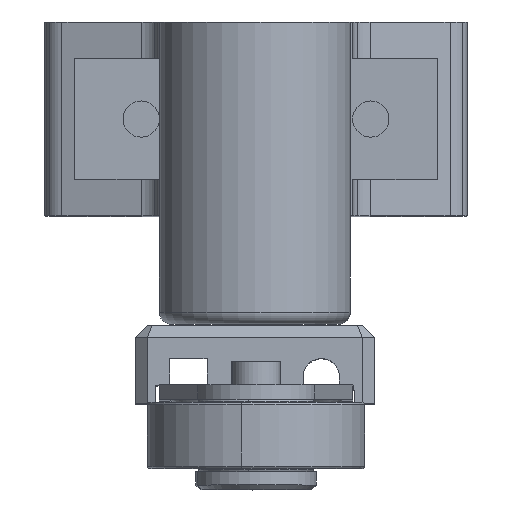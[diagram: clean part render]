
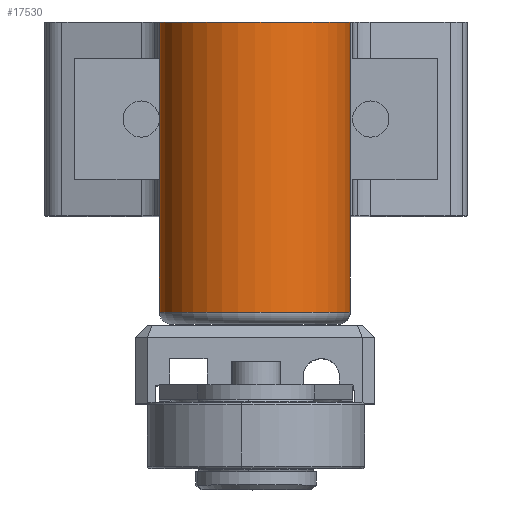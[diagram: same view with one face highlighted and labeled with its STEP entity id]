
A CAD part, top view. The second image highlights one B-rep face of the part: STEP entity #17530.
In plain terms, the highlighted cylindrical face has radius 7.9 mm (diameter 15.8 mm), a partial arc.
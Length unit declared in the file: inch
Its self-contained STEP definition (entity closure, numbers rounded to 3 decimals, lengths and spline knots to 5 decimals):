
#383 = ORIENTED_EDGE ( 'NONE', *, *, #18083, .F. ) ;
#785 = CARTESIAN_POINT ( 'NONE',  ( 0.30709, -0.94488, 0.70866 ) ) ;
#1995 = VERTEX_POINT ( 'NONE', #18015 ) ;
#2147 = CARTESIAN_POINT ( 'NONE',  ( -0.31496, 0., 0.70866 ) ) ;
#2428 = EDGE_CURVE ( 'NONE', #12389, #10058, #3530, .T. ) ;
#2510 = CARTESIAN_POINT ( 'NONE',  ( -0.31496, -0.62992, 0.70866 ) ) ;
#2755 = VECTOR ( 'NONE', #15324, 39.37008 ) ;
#3506 = CARTESIAN_POINT ( 'NONE',  ( -0.31496, 0., 0.70866 ) ) ;
#3530 = LINE ( 'NONE', #3506, #12718 ) ;
#3617 = DIRECTION ( 'NONE',  ( 0., -1., 0. ) ) ;
#4081 = FACE_OUTER_BOUND ( 'NONE', #7840, .T. ) ;
#4675 = DIRECTION ( 'NONE',  ( 0., -1., 0. ) ) ;
#4803 = EDGE_CURVE ( 'NONE', #10207, #19606, #12763, .T. ) ;
#5031 = EDGE_CURVE ( 'NONE', #10058, #1995, #20437, .T. ) ;
#5314 = DIRECTION ( 'NONE',  ( 0., -1., 0. ) ) ;
#5872 = CARTESIAN_POINT ( 'NONE',  ( -0.00394, 0., 0.70866 ) ) ;
#6031 = ORIENTED_EDGE ( 'NONE', *, *, #15696, .F. ) ;
#6813 = DIRECTION ( 'NONE',  ( -1., 0., 0. ) ) ;
#7798 = CIRCLE ( 'NONE', #11171, 0.31102 ) ;
#7840 = EDGE_LOOP ( 'NONE', ( #8563, #8080, #383, #15202, #13895, #6031 ) ) ;
#8080 = ORIENTED_EDGE ( 'NONE', *, *, #19477, .F. ) ;
#8390 = DIRECTION ( 'NONE',  ( 0., -1., 0. ) ) ;
#8563 = ORIENTED_EDGE ( 'NONE', *, *, #4803, .F. ) ;
#8670 = DIRECTION ( 'NONE',  ( 0., -1., 0. ) ) ;
#8681 = CIRCLE ( 'NONE', #14910, 0.31102 ) ;
#8697 = VECTOR ( 'NONE', #4675, 39.37008 ) ;
#8793 = DIRECTION ( 'NONE',  ( -1., 0., 0. ) ) ;
#8895 = DIRECTION ( 'NONE',  ( -1., 0., 0. ) ) ;
#9947 = CARTESIAN_POINT ( 'NONE',  ( -0.00394, -0.94488, 0.70866 ) ) ;
#10058 = VERTEX_POINT ( 'NONE', #2510 ) ;
#10118 = CARTESIAN_POINT ( 'NONE',  ( -0.31496, 0., 0.70866 ) ) ;
#10207 = VERTEX_POINT ( 'NONE', #19163 ) ;
#11171 = AXIS2_PLACEMENT_3D ( 'NONE', #9947, #8390, #6813 ) ;
#11488 = VECTOR ( 'NONE', #3617, 39.37008 ) ;
#12264 = CYLINDRICAL_SURFACE ( 'NONE', #20485, 0.31102 ) ;
#12389 = VERTEX_POINT ( 'NONE', #2147 ) ;
#12395 = VERTEX_POINT ( 'NONE', #16901 ) ;
#12718 = VECTOR ( 'NONE', #8670, 39.37008 ) ;
#12763 = LINE ( 'NONE', #19114, #8697 ) ;
#13895 = ORIENTED_EDGE ( 'NONE', *, *, #5031, .T. ) ;
#14910 = AXIS2_PLACEMENT_3D ( 'NONE', #5872, #20629, #8793 ) ;
#15132 = CARTESIAN_POINT ( 'NONE',  ( 0.30709, 0., 0.70866 ) ) ;
#15202 = ORIENTED_EDGE ( 'NONE', *, *, #2428, .T. ) ;
#15243 = CARTESIAN_POINT ( 'NONE',  ( -0.00394, 0., 0.70866 ) ) ;
#15324 = DIRECTION ( 'NONE',  ( 0., -1., 0. ) ) ;
#15554 = LINE ( 'NONE', #15132, #2755 ) ;
#15696 = EDGE_CURVE ( 'NONE', #19606, #1995, #7798, .T. ) ;
#16901 = CARTESIAN_POINT ( 'NONE',  ( 0.30709, 0., 0.70866 ) ) ;
#17530 = ADVANCED_FACE ( 'NONE', ( #4081 ), #12264, .T. ) ;
#18015 = CARTESIAN_POINT ( 'NONE',  ( -0.31496, -0.94488, 0.70866 ) ) ;
#18083 = EDGE_CURVE ( 'NONE', #12389, #12395, #8681, .T. ) ;
#19114 = CARTESIAN_POINT ( 'NONE',  ( 0.30709, 0., 0.70866 ) ) ;
#19163 = CARTESIAN_POINT ( 'NONE',  ( 0.30709, -0.62992, 0.70866 ) ) ;
#19477 = EDGE_CURVE ( 'NONE', #12395, #10207, #15554, .T. ) ;
#19606 = VERTEX_POINT ( 'NONE', #785 ) ;
#20437 = LINE ( 'NONE', #10118, #11488 ) ;
#20485 = AXIS2_PLACEMENT_3D ( 'NONE', #15243, #5314, #8895 ) ;
#20629 = DIRECTION ( 'NONE',  ( 0., 1., 0. ) ) ;
